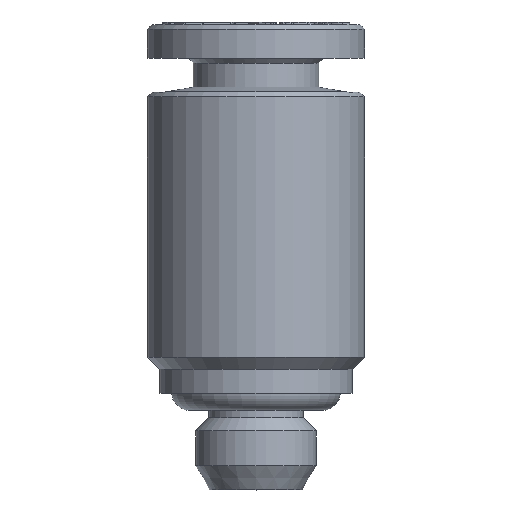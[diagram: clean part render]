
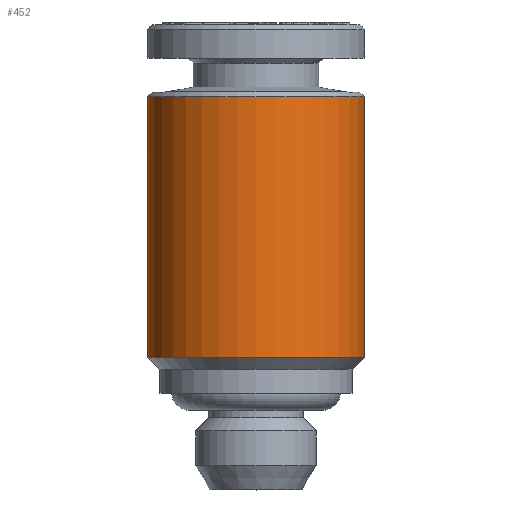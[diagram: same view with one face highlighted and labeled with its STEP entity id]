
A CAD part, top view. The second image highlights one B-rep face of the part: STEP entity #452.
In plain terms, the highlighted cylindrical face has radius 4.5 mm (diameter 9 mm), a full revolution.
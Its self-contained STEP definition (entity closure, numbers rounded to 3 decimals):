
#452 = ADVANCED_FACE( 'NONE', ( #1017, #1018 ), #1019, .T. );
#1017 = FACE_OUTER_BOUND( '', #2777, .T. );
#1018 = FACE_OUTER_BOUND( '', #2778, .T. );
#1019 = CYLINDRICAL_SURFACE( '', #2779, 4.5 );
#2777 = EDGE_LOOP( '', ( #4779 ) );
#2778 = EDGE_LOOP( '', ( #4780 ) );
#2779 = AXIS2_PLACEMENT_3D( '', #4781, #4782, #4783 );
#4779 = ORIENTED_EDGE( '', *, *, #6022, .T. );
#4780 = ORIENTED_EDGE( '', *, *, #5660, .F. );
#4781 = CARTESIAN_POINT( '', ( 0., -2.242, 0. ) );
#4782 = DIRECTION( '', ( 0., -1., 0. ) );
#4783 = DIRECTION( '', ( 0., 0., -1. ) );
#5660 = EDGE_CURVE( 'NONE', #6469, #6469, #6470, .T. );
#6022 = EDGE_CURVE( 'NONE', #7023, #7023, #7024, .T. );
#6469 = VERTEX_POINT( '', #8139 );
#6470 = CIRCLE( '', #8140, 4.5 );
#7023 = VERTEX_POINT( '', #10098 );
#7024 = CIRCLE( '', #10099, 4.5 );
#8139 = CARTESIAN_POINT( '', ( 0., 5.5, -4.5 ) );
#8140 = AXIS2_PLACEMENT_3D( '', #10586, #10587, #10588 );
#10098 = CARTESIAN_POINT( '', ( 0., 16.3, -4.5 ) );
#10099 = AXIS2_PLACEMENT_3D( '', #10826, #10827, #10828 );
#10586 = CARTESIAN_POINT( '', ( 0., 5.5, 0. ) );
#10587 = DIRECTION( '', ( 0., -1., 0. ) );
#10588 = DIRECTION( '', ( 0., 0., -1. ) );
#10826 = CARTESIAN_POINT( '', ( 0., 16.3, 0. ) );
#10827 = DIRECTION( '', ( 0., -1., 0. ) );
#10828 = DIRECTION( '', ( 0., 0., -1. ) );
